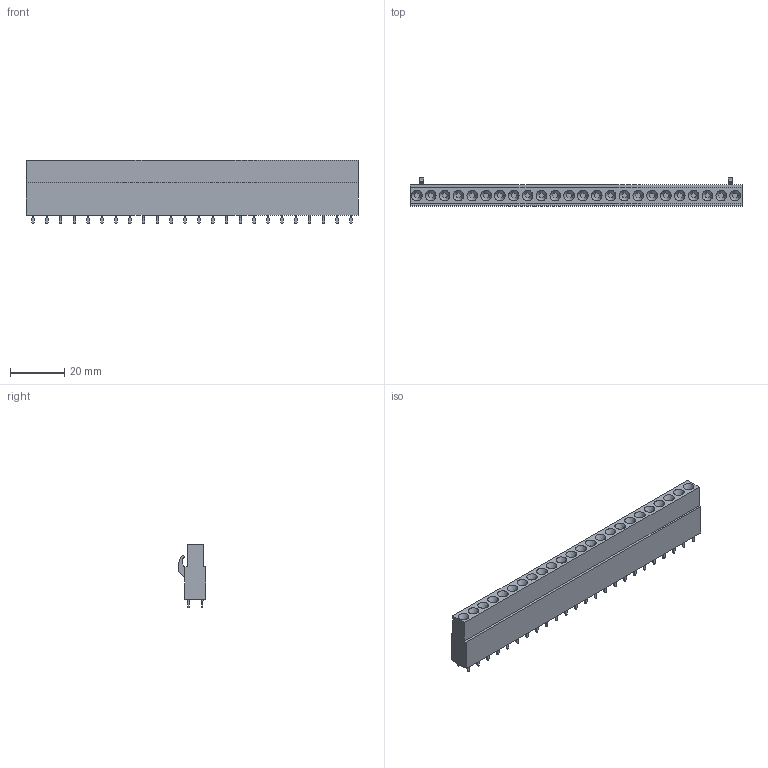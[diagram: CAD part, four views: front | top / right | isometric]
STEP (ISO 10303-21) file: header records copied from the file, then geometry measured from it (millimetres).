
FILE_DESCRIPTION(('CATIA V5 STEP Exchange','CAx-IF Rec.Pracs.--- Model Styling and Organization---1.2---2011-12-15'),'2;1');
FILE_NAME ('D1454291_0', '2018-08-30T15:31:06+00:00', ('none'), ('Weidmueller'), 'CATIA Version 5-6 Release 2014', 'CATIA V5 STEP AP214', 'none');
FILE_SCHEMA(('AUTOMOTIVE_DESIGN { 1 0 10303 214 1 1 1 1 }'));
Length unit declared in the file: millimetre
Products named in the file (1): 1649010000
Bounding box: 121.92 x 10.28 x 23.45 mm (x, y, z)
Volume: 17110.7 mm3; surface area: 8034.4 mm2
Topology: 49 solids, 49 shells, 1174 faces, 2718 edges, 1716 vertices
Faces by surface type: plane 968, cylinder 158, cone 48
Entity records: 30184 total; most frequent: ORIENTED_EDGE 5436, CARTESIAN_POINT 5210, DIRECTION 4268, EDGE_CURVE 2718, VECTOR 2306, LINE 2306, VERTEX_POINT 1716, EDGE_LOOP 1248
